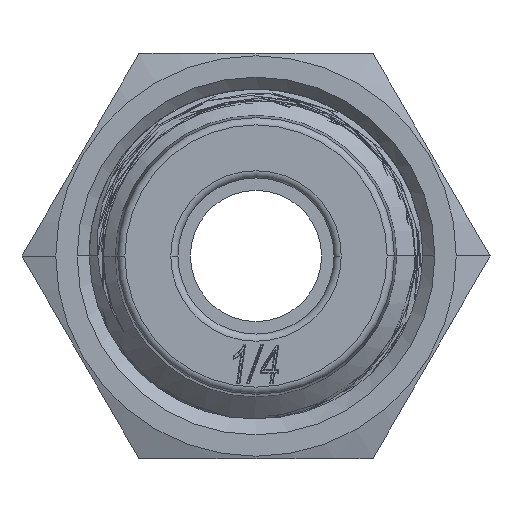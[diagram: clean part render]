
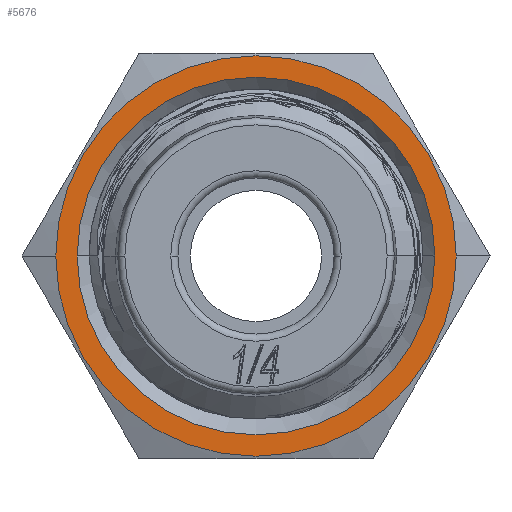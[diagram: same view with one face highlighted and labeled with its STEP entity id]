
A CAD part, front view. The second image highlights one B-rep face of the part: STEP entity #5676.
In plain terms, the highlighted planar face has unit normal (0, -1, 0).
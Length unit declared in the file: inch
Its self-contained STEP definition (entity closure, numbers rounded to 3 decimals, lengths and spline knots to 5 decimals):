
#806 = CIRCLE ( 'NONE', #11442, 0.33071 ) ;
#1009 = CIRCLE ( 'NONE', #15134, 0.33071 ) ;
#1087 = PLANE ( 'NONE',  #14433 ) ;
#1239 = EDGE_CURVE ( 'NONE', #11955, #15393, #1009, .T. ) ;
#1809 = DIRECTION ( 'NONE',  ( -1., 0., 0. ) ) ;
#2018 = EDGE_CURVE ( 'NONE', #3444, #12853, #10752, .T. ) ;
#2292 = CARTESIAN_POINT ( 'NONE',  ( 0.85039, -0.38395, 0. ) ) ;
#3321 = ORIENTED_EDGE ( 'NONE', *, *, #3965, .T. ) ;
#3444 = VERTEX_POINT ( 'NONE', #8241 ) ;
#3515 = EDGE_LOOP ( 'NONE', ( #11323, #10027 ) ) ;
#3965 = EDGE_CURVE ( 'NONE', #12853, #3444, #7936, .T. ) ;
#4312 = CARTESIAN_POINT ( 'NONE',  ( 1.1811, -0.38395, 0. ) ) ;
#4570 = DIRECTION ( 'NONE',  ( -1., 0., 0. ) ) ;
#4607 = AXIS2_PLACEMENT_3D ( 'NONE', #14161, #6999, #8364 ) ;
#4861 = CARTESIAN_POINT ( 'NONE',  ( 1.1811, -0.38395, 0. ) ) ;
#5040 = CARTESIAN_POINT ( 'NONE',  ( 1.37431, -0.38395, 0.33465 ) ) ;
#5676 = ADVANCED_FACE ( 'NONE', ( #10331, #6864 ), #1087, .F. ) ;
#5716 = EDGE_CURVE ( 'NONE', #15393, #11955, #806, .T. ) ;
#5962 = DIRECTION ( 'NONE',  ( 0., 0., -1. ) ) ;
#6591 = DIRECTION ( 'NONE',  ( 0., 1., 0. ) ) ;
#6864 = FACE_OUTER_BOUND ( 'NONE', #3515, .T. ) ;
#6981 = DIRECTION ( 'NONE',  ( 0., 1., 0. ) ) ;
#6999 = DIRECTION ( 'NONE',  ( 0., 1., 0. ) ) ;
#7936 = CIRCLE ( 'NONE', #4607, 0.29528 ) ;
#8241 = CARTESIAN_POINT ( 'NONE',  ( 0.88583, -0.38395, 0. ) ) ;
#8364 = DIRECTION ( 'NONE',  ( -1., 0., 0. ) ) ;
#9330 = EDGE_LOOP ( 'NONE', ( #3321, #10088 ) ) ;
#9565 = DIRECTION ( 'NONE',  ( 0., 1., 0. ) ) ;
#9737 = DIRECTION ( 'NONE',  ( 0., 1., 0. ) ) ;
#10027 = ORIENTED_EDGE ( 'NONE', *, *, #5716, .F. ) ;
#10088 = ORIENTED_EDGE ( 'NONE', *, *, #2018, .T. ) ;
#10331 = FACE_BOUND ( 'NONE', #9330, .T. ) ;
#10621 = AXIS2_PLACEMENT_3D ( 'NONE', #4312, #6591, #1809 ) ;
#10752 = CIRCLE ( 'NONE', #10621, 0.29528 ) ;
#11323 = ORIENTED_EDGE ( 'NONE', *, *, #1239, .F. ) ;
#11442 = AXIS2_PLACEMENT_3D ( 'NONE', #4861, #9737, #13351 ) ;
#11897 = CARTESIAN_POINT ( 'NONE',  ( 1.1811, -0.38395, 0. ) ) ;
#11955 = VERTEX_POINT ( 'NONE', #2292 ) ;
#12853 = VERTEX_POINT ( 'NONE', #15511 ) ;
#13351 = DIRECTION ( 'NONE',  ( -1., 0., 0. ) ) ;
#14161 = CARTESIAN_POINT ( 'NONE',  ( 1.1811, -0.38395, 0. ) ) ;
#14433 = AXIS2_PLACEMENT_3D ( 'NONE', #5040, #9565, #5962 ) ;
#14744 = CARTESIAN_POINT ( 'NONE',  ( 1.51181, -0.38395, 0. ) ) ;
#15134 = AXIS2_PLACEMENT_3D ( 'NONE', #11897, #6981, #4570 ) ;
#15393 = VERTEX_POINT ( 'NONE', #14744 ) ;
#15511 = CARTESIAN_POINT ( 'NONE',  ( 1.47638, -0.38395, 0. ) ) ;
